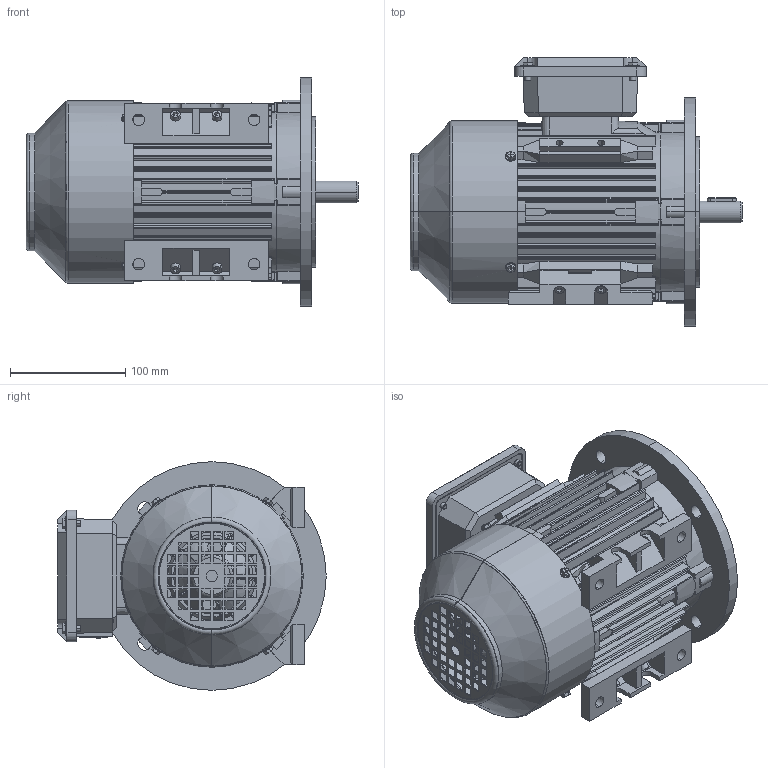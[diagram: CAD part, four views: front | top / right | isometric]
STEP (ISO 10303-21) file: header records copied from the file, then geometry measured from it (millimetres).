
FILE_DESCRIPTION (( 'STEP AP203' ), '1' );
FILE_NAME ('TC 80 B35外形图-大接线盒.STEP', '2016-03-07T03:07:21', ( '微软用户' ), ( '微软中国' ), 'SwSTEP 2.0', 'SolidWorks 2008', '' );
FILE_SCHEMA (( 'CONFIG_CONTROL_DESIGN' ));
Length unit declared in the file: millimetre
Products named in the file (19): 6204_默认; TC 80-90风叶_默认; 油封20-34-7_默认; TC 80风罩_默认; M5-12_默认; M4-6_默认; 平键6-25_默认; M20螺塞_默认; TC 80转子_默认; TC 80转轴_默认; M5-20_默认; 5_默认; TC 80 B5端盖_默认; TC 90-100 接线盒座_默认; TC 90-100 接线盒盖_默认; TC 80 B35俋倛芞-湮諉盄碟; TC80 B5 机壳_默认; TC 80底脚_默认; TC 80 B3端盖_默认
Assembly tree (38 placements, depth 3):
  TC 80 B35俋倛芞-湮諉盄碟
    M4-6_默认  x4
    M5-12_默认  x4
    M5-20_默认  x8
    5_默认  x4
    平键6-25_默认
    TC 80-90风叶_默认
    TC80 B5 机壳_默认
    TC 80底脚_默认  x2
    油封20-34-7_默认  x2
    M20螺塞_默认  x2
    TC 80 B3端盖_默认
    TC 80 B5端盖_默认
    TC 80转子_默认
      6204_默认  x2
      TC 80转轴_默认
    TC 90-100 接线盒盖_默认
    TC 90-100 接线盒座_默认
    TC 80风罩_默认
Bounding box: 287.5 x 232.5 x 198 mm (x, y, z)
Volume: 1409194.2 mm3; surface area: 644471.1 mm2
Topology: 37 solids, 37 shells, 2539 faces, 6621 edges, 4299 vertices
Faces by surface type: plane 1476, cylinder 697, cone 144, bspline 116, torus 106
Entity records: 68346 total; most frequent: CARTESIAN_POINT 17604, ORIENTED_EDGE 10230, DIRECTION 9830, EDGE_CURVE 5115, AXIS2_PLACEMENT_3D 3465, VERTEX_POINT 3330, LINE 2900, VECTOR 2900
